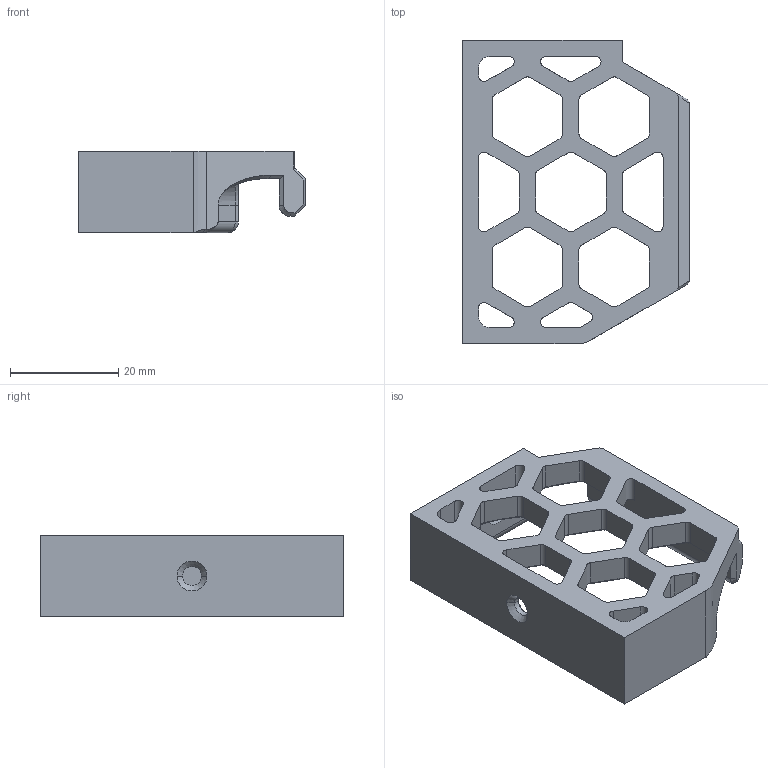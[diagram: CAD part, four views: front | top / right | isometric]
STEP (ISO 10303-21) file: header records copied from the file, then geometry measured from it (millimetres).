
FILE_DESCRIPTION((''),'2;1');
FILE_NAME('GRIDMESH_FRONT_LEFT','2021-01-21T20:30:07',('Markus'),(''),'CREO PARAMETRIC BY PTC INC, 2020053','CREO PARAMETRIC BY PTC INC, 2020053','');
FILE_SCHEMA(('CONFIG_CONTROL_DESIGN'));
Length unit declared in the file: millimetre
Products named in the file (1): GRIDMESH_FRONT_LEFT
Bounding box: 41.9 x 56 x 15 mm (x, y, z)
Volume: 9545.8 mm3; surface area: 7529.9 mm2
Topology: 1 solids, 1 shells, 272 faces, 712 edges, 427 vertices
Faces by surface type: plane 116, cylinder 71, cone 43, bspline 40, torus 2
Entity records: 9873 total; most frequent: CARTESIAN_POINT 3380, ORIENTED_EDGE 1410, DIRECTION 1233, EDGE_CURVE 705, VECTOR 453, LINE 453, VERTEX_POINT 427, AXIS2_PLACEMENT_3D 390
